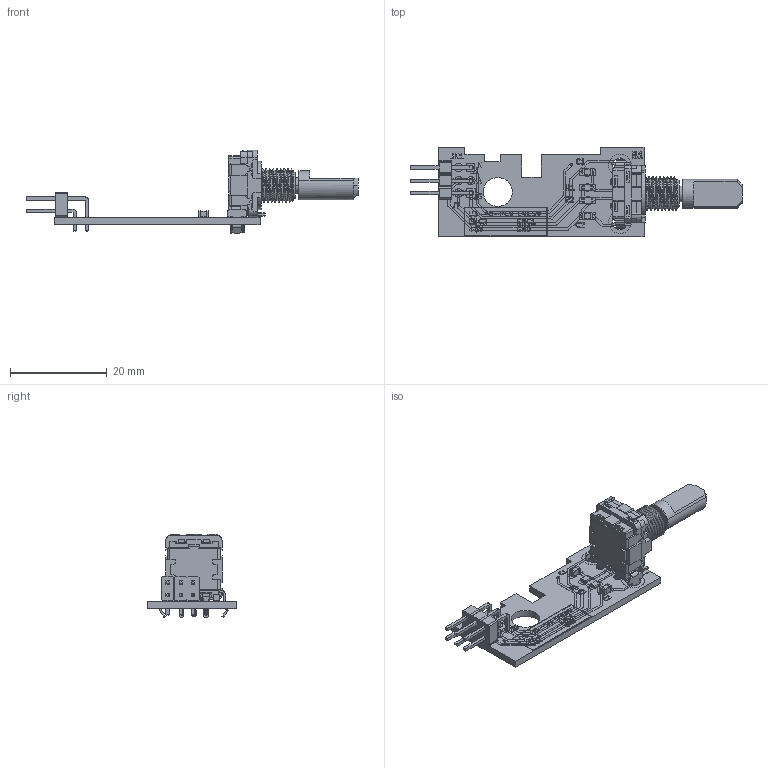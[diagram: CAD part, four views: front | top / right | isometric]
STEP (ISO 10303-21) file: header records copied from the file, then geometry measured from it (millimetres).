
FILE_DESCRIPTION(('KiCad electronic assembly'),'2;1');
FILE_NAME('Rotary Encoder.step','2025-10-23T12:44:53',('Pcbnew'),( 'Kicad'),'Open CASCADE STEP processor 7.9','KiCad to STEP converter' ,'Unknown');
FILE_SCHEMA(('AUTOMOTIVE_DESIGN { 1 0 10303 214 1 1 1 1 }'));
Length unit declared in the file: millimetre
Products named in the file (11): Rotary Encoder 1; PinHeader_2x01_P2.54mm_Horizontal; PinHeader_2x02_P2.54mm_Horizontal; R_0805_2012Metric; C_0805_2012Metric; EC11B15242AE; Rotary Encoder_copper; Rotary Encoder_pad; Rotary Encoder_via; Rotary Encoder_silkscreen; Rotary Encoder_PCB
Assembly tree (12 placements, depth 2):
  Rotary Encoder 1
    PinHeader_2x01_P2.54mm_Horizontal
    PinHeader_2x02_P2.54mm_Horizontal
    R_0805_2012Metric  x2
    C_0805_2012Metric  x2
    EC11B15242AE
    Rotary Encoder_copper
    Rotary Encoder_pad
    Rotary Encoder_via
    Rotary Encoder_silkscreen
    Rotary Encoder_PCB
Bounding box: 68.61 x 18.5 x 17.32 mm (x, y, z)
Volume: 2583.5 mm3; surface area: 4075.7 mm2
Topology: 68 solids, 135 shells, 1623 faces, 4983 edges, 3581 vertices
Faces by surface type: plane 1203, cylinder 382, sphere 20, cone 7, bspline 7, torus 4
Full cylindrical faces by diameter (mm): 0.25 x1, 0.275 x2, 0.3 x1, 0.95 x18, 1 x12, 1.05 x15, 1.1 x10, 1.65 x10, 1.7 x8, 3.09 x6, 3.14 x4, 4.71 x4, 6 x1
Entity records: 62945 total; most frequent: CARTESIAN_POINT 11711, DIRECTION 8878, ORIENTED_EDGE 8643, EDGE_CURVE 4831, LINE 3770, VECTOR 3770, VERTEX_POINT 3489, AXIS2_PLACEMENT_3D 2554
